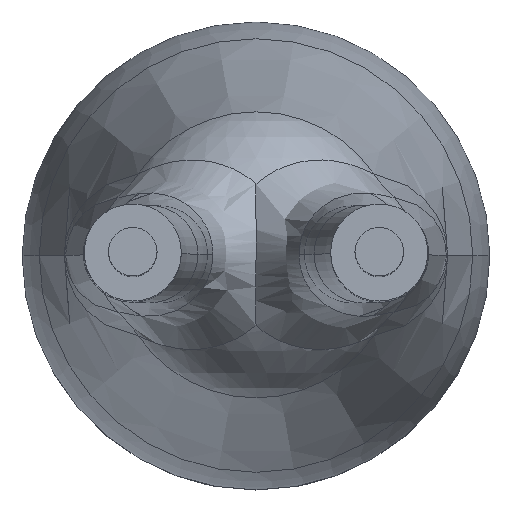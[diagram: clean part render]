
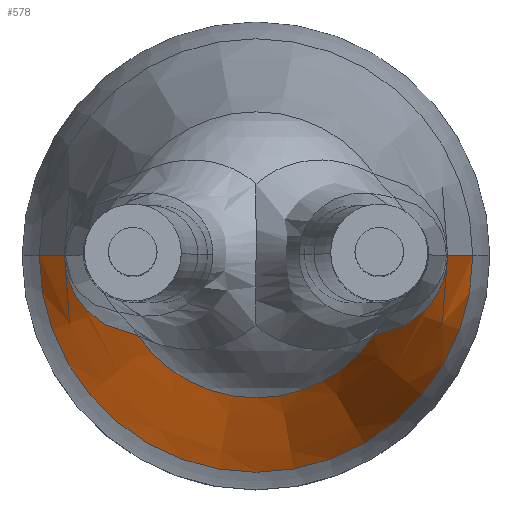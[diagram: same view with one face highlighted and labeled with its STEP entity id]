
A CAD part, top view. The second image highlights one B-rep face of the part: STEP entity #578.
In plain terms, the highlighted conical face has half-angle 10.757 degrees and reference radius 0.737 mm.
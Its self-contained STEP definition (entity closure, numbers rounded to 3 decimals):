
#21 = VERTEX_POINT ( 'NONE', #857 ) ;
#23 = CARTESIAN_POINT ( 'NONE',  ( 0.924, -0.219, -2.478 ) ) ;
#125 = CARTESIAN_POINT ( 'NONE',  ( -0.983, -0.062, -2.662 ) ) ;
#180 = AXIS2_PLACEMENT_3D ( 'NONE', #388, #1715, #1280 ) ;
#199 = EDGE_CURVE ( 'NONE', #263, #1835, #1399, .T. ) ;
#256 = DIRECTION ( 'NONE',  ( 1., 0., 0. ) ) ;
#258 = CARTESIAN_POINT ( 'NONE',  ( -0.941, -0.191, -2.533 ) ) ;
#262 = EDGE_CURVE ( 'NONE', #1897, #1835, #826, .T. ) ;
#263 = VERTEX_POINT ( 'NONE', #1017 ) ;
#266 = CARTESIAN_POINT ( 'NONE',  ( -0.838, -0.319, -2.196 ) ) ;
#281 = VECTOR ( 'NONE', #646, 1000. ) ;
#299 = CARTESIAN_POINT ( 'NONE',  ( 0.983, -0.063, -2.662 ) ) ;
#327 = B_SPLINE_CURVE_WITH_KNOTS ( 'NONE', 3,
 ( #925, #1658, #299, #779, #1213, #596, #23, #1187, #1787, #1355, #334, #1637 ),
 .UNSPECIFIED., .F., .F.,
 ( 4, 2, 2, 2, 2, 4 ),
 ( 0.001, 0.002, 0.002, 0.002, 0.002, 0.003 ),
 .UNSPECIFIED. ) ;
#334 = CARTESIAN_POINT ( 'NONE',  ( 0.669, -0.408, -1.602 ) ) ;
#367 = CARTESIAN_POINT ( 'NONE',  ( -0.608, -0.416, -1.36 ) ) ;
#388 = CARTESIAN_POINT ( 'NONE',  ( 0., 0., -1.36 ) ) ;
#394 = LINE ( 'NONE', #923, #281 ) ;
#411 = CARTESIAN_POINT ( 'NONE',  ( 0.986, 0., -2.674 ) ) ;
#412 = CARTESIAN_POINT ( 'NONE',  ( -0.873, -0.289, -2.314 ) ) ;
#428 = DIRECTION ( 'NONE',  ( 0.187, 0., -0.982 ) ) ;
#454 = EDGE_CURVE ( 'NONE', #1897, #671, #327, .T. ) ;
#531 = ORIENTED_EDGE ( 'NONE', *, *, #1678, .T. ) ;
#544 = DIRECTION ( 'NONE',  ( 0., 0., 1. ) ) ;
#560 = CARTESIAN_POINT ( 'NONE',  ( -0.986, -0.031, -2.674 ) ) ;
#578 = ADVANCED_FACE ( 'NONE', ( #683 ), #1806, .T. ) ;
#596 = CARTESIAN_POINT ( 'NONE',  ( 0.941, -0.191, -2.533 ) ) ;
#646 = DIRECTION ( 'NONE',  ( -0.187, 0., -0.982 ) ) ;
#671 = VERTEX_POINT ( 'NONE', #705 ) ;
#683 = FACE_OUTER_BOUND ( 'NONE', #693, .T. ) ;
#693 = EDGE_LOOP ( 'NONE', ( #1553, #1599, #1737, #1588, #531, #1705 ) ) ;
#705 = CARTESIAN_POINT ( 'NONE',  ( 0.608, -0.416, -1.36 ) ) ;
#748 = CARTESIAN_POINT ( 'NONE',  ( -0.608, -0.416, -1.36 ) ) ;
#779 = CARTESIAN_POINT ( 'NONE',  ( 0.971, -0.114, -2.627 ) ) ;
#811 = AXIS2_PLACEMENT_3D ( 'NONE', #1733, #895, #1328 ) ;
#826 = LINE ( 'NONE', #1170, #1728 ) ;
#855 = CARTESIAN_POINT ( 'NONE',  ( -0.964, -0.135, -2.605 ) ) ;
#857 = CARTESIAN_POINT ( 'NONE',  ( -0.986, 0., -2.674 ) ) ;
#895 = DIRECTION ( 'NONE',  ( 0., 0., 1. ) ) ;
#906 = VERTEX_POINT ( 'NONE', #367 ) ;
#923 = CARTESIAN_POINT ( 'NONE',  ( -0.737, 0., -1.36 ) ) ;
#925 = CARTESIAN_POINT ( 'NONE',  ( 0.986, 0., -2.674 ) ) ;
#1007 = CARTESIAN_POINT ( 'NONE',  ( -0.924, -0.219, -2.479 ) ) ;
#1015 = CARTESIAN_POINT ( 'NONE',  ( -0.735, -0.389, -1.843 ) ) ;
#1017 = CARTESIAN_POINT ( 'NONE',  ( -1.117, 0., -3.362 ) ) ;
#1031 = EDGE_CURVE ( 'NONE', #906, #671, #1645, .T. ) ;
#1086 = EDGE_CURVE ( 'NONE', #906, #21, #1431, .T. ) ;
#1153 = CARTESIAN_POINT ( 'NONE',  ( -0.669, -0.408, -1.602 ) ) ;
#1162 = CARTESIAN_POINT ( 'NONE',  ( 0., 0., -3.362 ) ) ;
#1166 = CARTESIAN_POINT ( 'NONE',  ( -0.986, 0., -2.674 ) ) ;
#1170 = CARTESIAN_POINT ( 'NONE',  ( 0.737, 0., -1.36 ) ) ;
#1187 = CARTESIAN_POINT ( 'NONE',  ( 0.872, -0.29, -2.312 ) ) ;
#1213 = CARTESIAN_POINT ( 'NONE',  ( 0.964, -0.135, -2.604 ) ) ;
#1280 = DIRECTION ( 'NONE',  ( -1., 0., 0. ) ) ;
#1281 = CARTESIAN_POINT ( 'NONE',  ( 1.117, 0., -3.362 ) ) ;
#1328 = DIRECTION ( 'NONE',  ( 1., 0., 0. ) ) ;
#1355 = CARTESIAN_POINT ( 'NONE',  ( 0.735, -0.389, -1.842 ) ) ;
#1399 = CIRCLE ( 'NONE', #1640, 1.117 ) ;
#1431 = B_SPLINE_CURVE_WITH_KNOTS ( 'NONE', 3,
 ( #748, #1153, #1015, #266, #412, #1007, #258, #855, #1454, #125, #560, #1166 ),
 .UNSPECIFIED., .F., .F.,
 ( 4, 2, 2, 2, 2, 4 ),
 ( 0., 0.001, 0.001, 0.001, 0.001, 0.001 ),
 .UNSPECIFIED. ) ;
#1454 = CARTESIAN_POINT ( 'NONE',  ( -0.971, -0.113, -2.627 ) ) ;
#1553 = ORIENTED_EDGE ( 'NONE', *, *, #262, .F. ) ;
#1588 = ORIENTED_EDGE ( 'NONE', *, *, #1086, .T. ) ;
#1599 = ORIENTED_EDGE ( 'NONE', *, *, #454, .T. ) ;
#1637 = CARTESIAN_POINT ( 'NONE',  ( 0.608, -0.416, -1.36 ) ) ;
#1640 = AXIS2_PLACEMENT_3D ( 'NONE', #1162, #544, #256 ) ;
#1645 = CIRCLE ( 'NONE', #811, 0.737 ) ;
#1658 = CARTESIAN_POINT ( 'NONE',  ( 0.986, -0.031, -2.674 ) ) ;
#1678 = EDGE_CURVE ( 'NONE', #21, #263, #394, .T. ) ;
#1705 = ORIENTED_EDGE ( 'NONE', *, *, #199, .T. ) ;
#1715 = DIRECTION ( 'NONE',  ( 0., 0., -1. ) ) ;
#1728 = VECTOR ( 'NONE', #428, 1000. ) ;
#1733 = CARTESIAN_POINT ( 'NONE',  ( 0., 0., -1.36 ) ) ;
#1737 = ORIENTED_EDGE ( 'NONE', *, *, #1031, .F. ) ;
#1787 = CARTESIAN_POINT ( 'NONE',  ( 0.837, -0.32, -2.194 ) ) ;
#1806 = CONICAL_SURFACE ( 'NONE', #180, 0.737, 0.188 ) ;
#1835 = VERTEX_POINT ( 'NONE', #1281 ) ;
#1897 = VERTEX_POINT ( 'NONE', #411 ) ;
